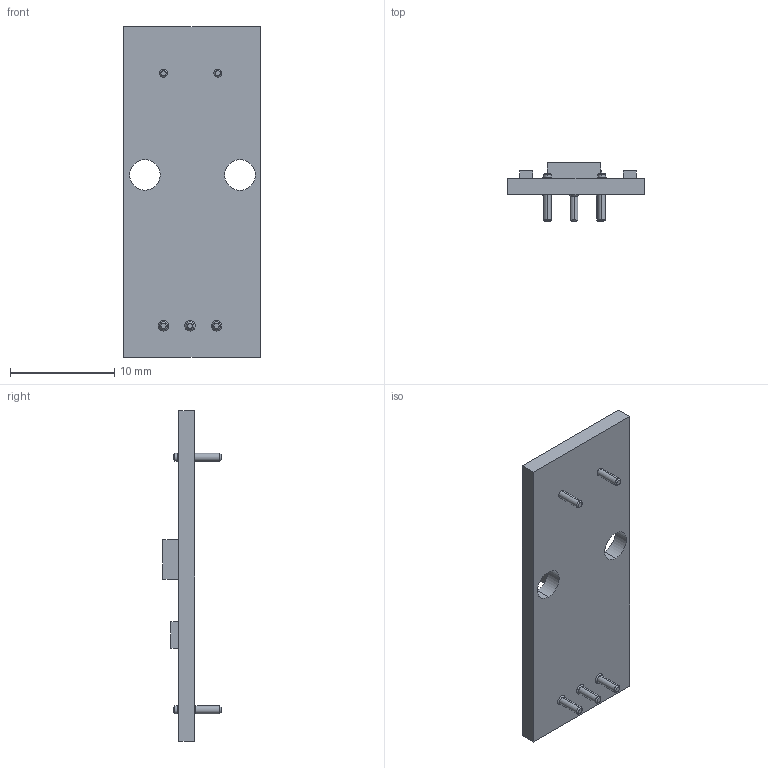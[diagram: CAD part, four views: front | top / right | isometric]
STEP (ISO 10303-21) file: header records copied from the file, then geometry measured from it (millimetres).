
FILE_DESCRIPTION (( 'STEP AP214' ), '1' );
FILE_NAME ('ACS712 Board.STEP', '2025-09-18T07:54:27', ( '' ), ( '' ), 'SwSTEP 2.0', 'SolidWorks 2018', '' );
FILE_SCHEMA (( 'AUTOMOTIVE_DESIGN' ));
Length unit declared in the file: inch
Products named in the file (1): ACS712 Board
Bounding box: 13.08 x 5.59 x 31.62 mm (x, y, z)
Volume: 655.9 mm3; surface area: 1047.7 mm2
Topology: 1 solids, 1 shells, 101 faces, 216 edges, 132 vertices
Faces by surface type: plane 41, cone 36, cylinder 24
Entity records: 3755 total; most frequent: DIRECTION 504, CARTESIAN_POINT 450, ORIENTED_EDGE 432, EDGE_CURVE 216, AXIS2_PLACEMENT_3D 186, VERTEX_POINT 132, VECTOR 132, LINE 132
